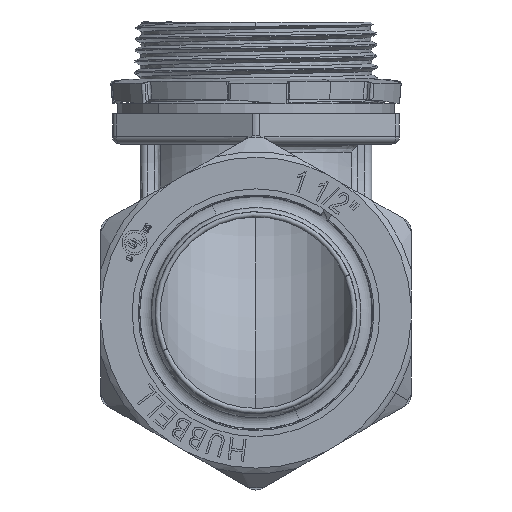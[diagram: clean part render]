
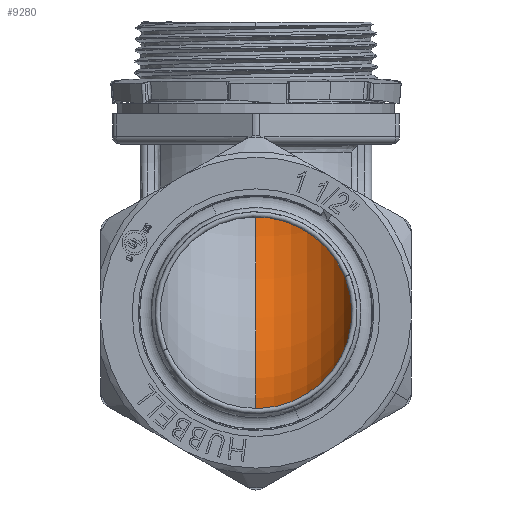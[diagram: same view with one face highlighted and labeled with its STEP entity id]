
A CAD part, front view. The second image highlights one B-rep face of the part: STEP entity #9280.
In plain terms, the highlighted toroidal (fillet/blend) face has major radius 33.147 mm and minor radius 20.003 mm.
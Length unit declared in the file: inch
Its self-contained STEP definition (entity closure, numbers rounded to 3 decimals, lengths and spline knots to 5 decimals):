
#7091 = CARTESIAN_POINT ( 'NONE',  ( -2.07704, 2.5045, 2.56958 ) ) ;
#8384 = TOROIDAL_SURFACE ( 'NONE', #37989, 1.305, 0.7875 ) ;
#8518 = EDGE_CURVE ( 'NONE', #22792, #10146, #10725, .T. ) ;
#9280 = ADVANCED_FACE ( 'NONE', ( #29168 ), #8384, .F. ) ;
#10146 = VERTEX_POINT ( 'NONE', #40998 ) ;
#10725 = CIRCLE ( 'NONE', #41299, 0.5175 ) ;
#10938 = VERTEX_POINT ( 'NONE', #26788 ) ;
#14254 = VERTEX_POINT ( 'NONE', #7091 ) ;
#14947 = AXIS2_PLACEMENT_3D ( 'NONE', #56467, #20577, #29627 ) ;
#16653 = DIRECTION ( 'NONE',  ( -1., 0., 0. ) ) ;
#17384 = AXIS2_PLACEMENT_3D ( 'NONE', #20593, #37781, #55385 ) ;
#19316 = ORIENTED_EDGE ( 'NONE', *, *, #41955, .F. ) ;
#20577 = DIRECTION ( 'NONE',  ( 0., 1., 0. ) ) ;
#20593 = CARTESIAN_POINT ( 'NONE',  ( -2.07704, 1.717, 2.56958 ) ) ;
#20908 = DIRECTION ( 'NONE',  ( 0., 0., 1. ) ) ;
#21306 = AXIS2_PLACEMENT_3D ( 'NONE', #22482, #35419, #26899 ) ;
#22482 = CARTESIAN_POINT ( 'NONE',  ( -2.07704, 0.412, 2.56958 ) ) ;
#22792 = VERTEX_POINT ( 'NONE', #50451 ) ;
#24205 = ORIENTED_EDGE ( 'NONE', *, *, #25829, .T. ) ;
#24533 = DIRECTION ( 'NONE',  ( -1., 0., 0. ) ) ;
#24907 = ORIENTED_EDGE ( 'NONE', *, *, #54465, .F. ) ;
#24929 = CARTESIAN_POINT ( 'NONE',  ( -2.07704, 0.412, 2.56958 ) ) ;
#25525 = CARTESIAN_POINT ( 'NONE',  ( -2.07704, 0.412, 2.56958 ) ) ;
#25829 = EDGE_CURVE ( 'NONE', #14254, #10938, #31725, .T. ) ;
#26788 = CARTESIAN_POINT ( 'NONE',  ( -2.07704, 0.412, 0.47708 ) ) ;
#26899 = DIRECTION ( 'NONE',  ( 0., 0., 1. ) ) ;
#29168 = FACE_OUTER_BOUND ( 'NONE', #30164, .T. ) ;
#29627 = DIRECTION ( 'NONE',  ( 0., 0., 1. ) ) ;
#30164 = EDGE_LOOP ( 'NONE', ( #19316, #24205, #24907, #57050 ) ) ;
#31725 = CIRCLE ( 'NONE', #21306, 2.0925 ) ;
#35419 = DIRECTION ( 'NONE',  ( -1., 0., 0. ) ) ;
#37781 = DIRECTION ( 'NONE',  ( 0., 0., -1. ) ) ;
#37989 = AXIS2_PLACEMENT_3D ( 'NONE', #24929, #24533, #47346 ) ;
#40998 = CARTESIAN_POINT ( 'NONE',  ( -2.07704, 0.412, 2.05208 ) ) ;
#41299 = AXIS2_PLACEMENT_3D ( 'NONE', #25525, #16653, #20908 ) ;
#41955 = EDGE_CURVE ( 'NONE', #14254, #22792, #52295, .T. ) ;
#47346 = DIRECTION ( 'NONE',  ( 0., 0., 1. ) ) ;
#50451 = CARTESIAN_POINT ( 'NONE',  ( -2.07704, 0.9295, 2.56958 ) ) ;
#52286 = CIRCLE ( 'NONE', #14947, 0.7875 ) ;
#52295 = CIRCLE ( 'NONE', #17384, 0.7875 ) ;
#54465 = EDGE_CURVE ( 'NONE', #10146, #10938, #52286, .T. ) ;
#55385 = DIRECTION ( 'NONE',  ( 0., -1., 0. ) ) ;
#56467 = CARTESIAN_POINT ( 'NONE',  ( -2.07704, 0.412, 1.26458 ) ) ;
#57050 = ORIENTED_EDGE ( 'NONE', *, *, #8518, .F. ) ;
